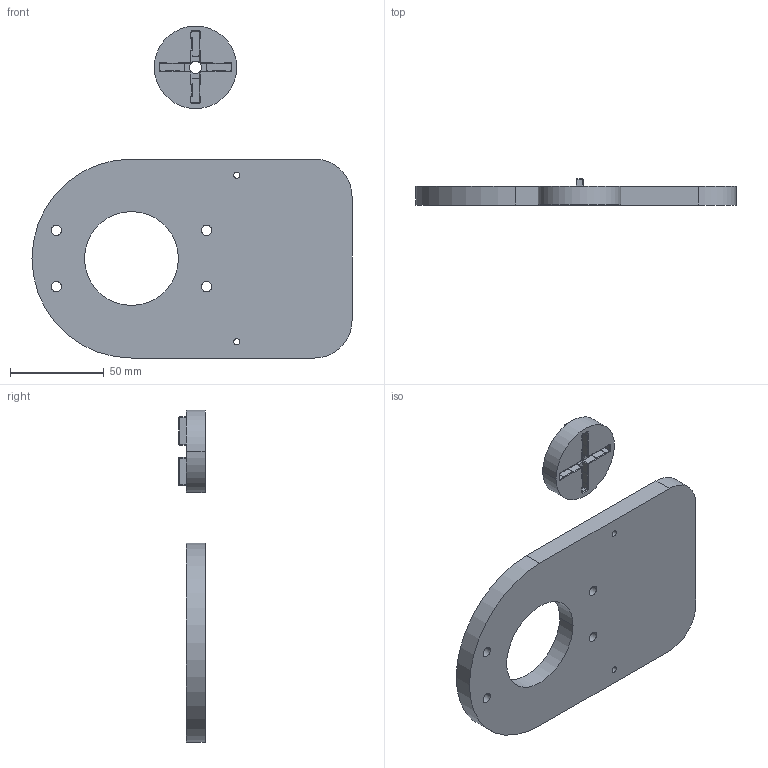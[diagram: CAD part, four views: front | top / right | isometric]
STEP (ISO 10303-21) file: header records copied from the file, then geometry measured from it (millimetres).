
FILE_DESCRIPTION((''),'2;1');
FILE_NAME('DM_CAD-2490_ASM','2017-01-18T',('creinig-se'),(''),'PRO/ENGINEER BY PARAMETRIC TECHNOLOGY CORPORATION, 2015440','PRO/ENGINEER BY PARAMETRIC TECHNOLOGY CORPORATION, 2015440','');
FILE_SCHEMA(('CONFIG_CONTROL_DESIGN'));
Length unit declared in the file: millimetre
Products named in the file (3): DM_CAD-2490_545318A; DM_CAD-2490_04A514F; DM_CAD-2490_ASM
Assembly tree (2 placements, depth 2):
  DM_CAD-2490_ASM
    DM_CAD-2490_545318A
    DM_CAD-2490_04A514F
Bounding box: 170.5 x 14 x 176.88 mm (x, y, z)
Volume: 156345.5 mm3; surface area: 43790.2 mm2
Topology: 2 solids, 2 shells, 218 faces, 566 edges, 344 vertices
Faces by surface type: cylinder 113, plane 85, sphere 12, torus 8
Entity records: 8545 total; most frequent: CARTESIAN_POINT 1384, DIRECTION 1134, ORIENTED_EDGE 1108, PRESENTATION_STYLE_ASSIGNMENT 556, STYLED_ITEM 556, CURVE_STYLE 554, EDGE_CURVE 554, AXIS2_PLACEMENT_3D 401
